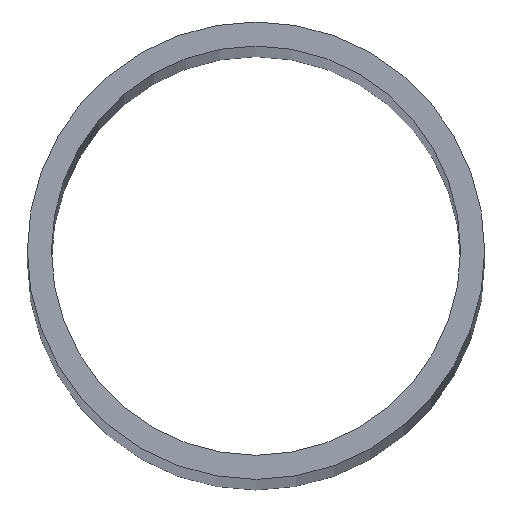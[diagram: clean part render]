
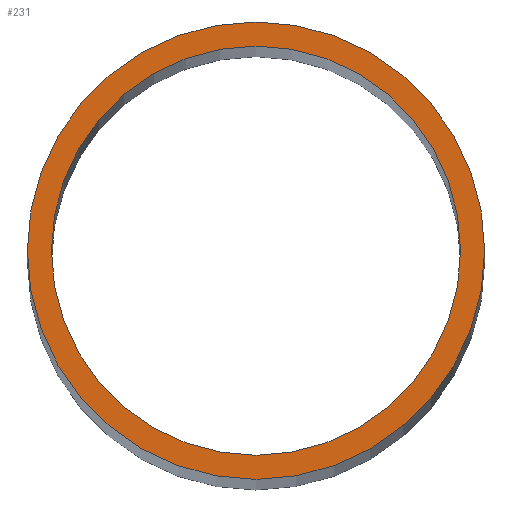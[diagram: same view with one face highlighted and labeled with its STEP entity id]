
A CAD part, top view. The second image highlights one B-rep face of the part: STEP entity #231.
In plain terms, the highlighted planar face has unit normal (0, 0, 1).
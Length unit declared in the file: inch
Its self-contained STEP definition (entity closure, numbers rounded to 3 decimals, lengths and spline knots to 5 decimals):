
#5 = PLANE ( 'NONE',  #168 ) ;
#7 = CARTESIAN_POINT ( 'NONE',  ( 0., 0., 30. ) ) ;
#14 = EDGE_LOOP ( 'NONE', ( #149, #150 ) ) ;
#15 = CIRCLE ( 'NONE', #59, 2.25 ) ;
#16 = EDGE_CURVE ( 'NONE', #184, #64, #15, .T. ) ;
#22 = CARTESIAN_POINT ( 'NONE',  ( 0., 0., 30. ) ) ;
#25 = CARTESIAN_POINT ( 'NONE',  ( 0., 0., 30. ) ) ;
#32 = CIRCLE ( 'NONE', #80, 2.013 ) ;
#40 = EDGE_CURVE ( 'NONE', #114, #124, #32, .T. ) ;
#47 = EDGE_LOOP ( 'NONE', ( #213, #115 ) ) ;
#59 = AXIS2_PLACEMENT_3D ( 'NONE', #22, #151, #171 ) ;
#64 = VERTEX_POINT ( 'NONE', #88 ) ;
#66 = DIRECTION ( 'NONE',  ( 0., 0., 1. ) ) ;
#68 = DIRECTION ( 'NONE',  ( 1., 0., 0. ) ) ;
#80 = AXIS2_PLACEMENT_3D ( 'NONE', #25, #86, #68 ) ;
#84 = CARTESIAN_POINT ( 'NONE',  ( -2.013, 0., 30. ) ) ;
#86 = DIRECTION ( 'NONE',  ( 0., 0., 1. ) ) ;
#88 = CARTESIAN_POINT ( 'NONE',  ( -2.25, 0., 30. ) ) ;
#89 = CARTESIAN_POINT ( 'NONE',  ( 0., 0., 30. ) ) ;
#101 = DIRECTION ( 'NONE',  ( 0., 0., 1. ) ) ;
#114 = VERTEX_POINT ( 'NONE', #84 ) ;
#115 = ORIENTED_EDGE ( 'NONE', *, *, #16, .T. ) ;
#120 = DIRECTION ( 'NONE',  ( 1., 0., 0. ) ) ;
#122 = CIRCLE ( 'NONE', #138, 2.25 ) ;
#124 = VERTEX_POINT ( 'NONE', #217 ) ;
#136 = CARTESIAN_POINT ( 'NONE',  ( 2.25, 0., 30. ) ) ;
#138 = AXIS2_PLACEMENT_3D ( 'NONE', #156, #175, #173 ) ;
#149 = ORIENTED_EDGE ( 'NONE', *, *, #40, .F. ) ;
#150 = ORIENTED_EDGE ( 'NONE', *, *, #186, .F. ) ;
#151 = DIRECTION ( 'NONE',  ( 0., 0., 1. ) ) ;
#153 = AXIS2_PLACEMENT_3D ( 'NONE', #7, #101, #120 ) ;
#156 = CARTESIAN_POINT ( 'NONE',  ( 0., 0., 30. ) ) ;
#168 = AXIS2_PLACEMENT_3D ( 'NONE', #89, #66, #192 ) ;
#171 = DIRECTION ( 'NONE',  ( 1., 0., 0. ) ) ;
#173 = DIRECTION ( 'NONE',  ( 1., 0., 0. ) ) ;
#175 = DIRECTION ( 'NONE',  ( 0., 0., 1. ) ) ;
#184 = VERTEX_POINT ( 'NONE', #136 ) ;
#186 = EDGE_CURVE ( 'NONE', #124, #114, #224, .T. ) ;
#192 = DIRECTION ( 'NONE',  ( 1., 0., 0. ) ) ;
#213 = ORIENTED_EDGE ( 'NONE', *, *, #222, .T. ) ;
#216 = FACE_BOUND ( 'NONE', #14, .T. ) ;
#217 = CARTESIAN_POINT ( 'NONE',  ( 2.013, 0., 30. ) ) ;
#222 = EDGE_CURVE ( 'NONE', #64, #184, #122, .T. ) ;
#224 = CIRCLE ( 'NONE', #153, 2.013 ) ;
#231 = ADVANCED_FACE ( 'NONE', ( #233, #216 ), #5, .T. ) ;
#233 = FACE_OUTER_BOUND ( 'NONE', #47, .T. ) ;
